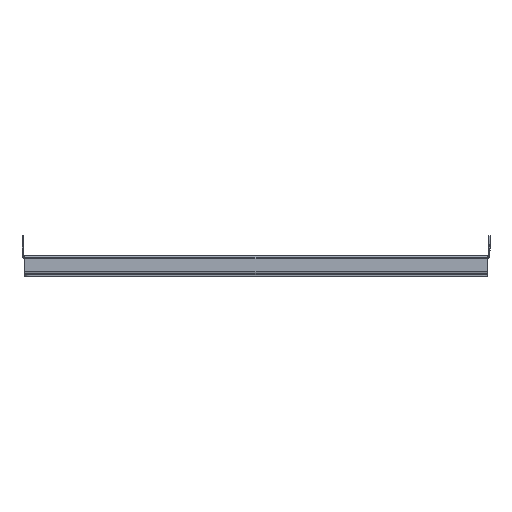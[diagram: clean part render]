
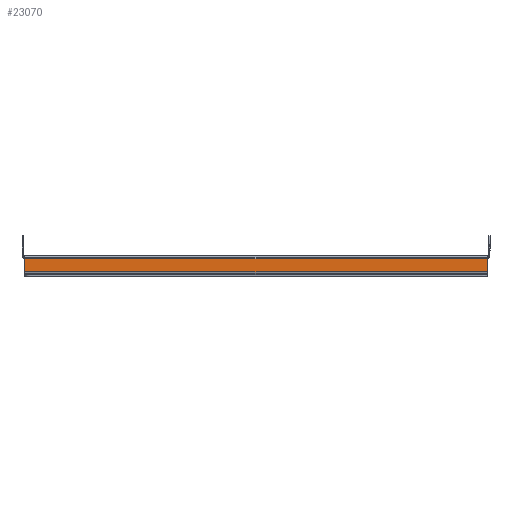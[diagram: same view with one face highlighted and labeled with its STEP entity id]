
A CAD part, top view. The second image highlights one B-rep face of the part: STEP entity #23070.
In plain terms, the highlighted planar face has unit normal (0, 0, 1).
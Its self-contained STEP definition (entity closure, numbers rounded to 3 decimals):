
#921 = PLANE ( 'NONE',  #23855 ) ;
#1279 = LINE ( 'NONE', #3093, #20138 ) ;
#1897 = VERTEX_POINT ( 'NONE', #18901 ) ;
#2265 = EDGE_LOOP ( 'NONE', ( #13006, #22355, #14480, #4649 ) ) ;
#3093 = CARTESIAN_POINT ( 'NONE',  ( 0., -3., 398.5 ) ) ;
#4649 = ORIENTED_EDGE ( 'NONE', *, *, #13758, .T. ) ;
#6668 = EDGE_CURVE ( 'NONE', #14642, #1897, #14574, .T. ) ;
#7113 = DIRECTION ( 'NONE',  ( -1., 0., 0. ) ) ;
#8344 = CARTESIAN_POINT ( 'NONE',  ( 243., -17., 398.5 ) ) ;
#8615 = CARTESIAN_POINT ( 'NONE',  ( 243., -3., 398.5 ) ) ;
#10898 = CARTESIAN_POINT ( 'NONE',  ( 0., 0., 398.5 ) ) ;
#11633 = LINE ( 'NONE', #20864, #25583 ) ;
#12083 = EDGE_CURVE ( 'NONE', #21814, #15953, #11633, .T. ) ;
#13006 = ORIENTED_EDGE ( 'NONE', *, *, #6668, .F. ) ;
#13758 = EDGE_CURVE ( 'NONE', #15953, #1897, #1279, .T. ) ;
#14480 = ORIENTED_EDGE ( 'NONE', *, *, #12083, .T. ) ;
#14574 = LINE ( 'NONE', #24704, #18560 ) ;
#14642 = VERTEX_POINT ( 'NONE', #15999 ) ;
#15209 = DIRECTION ( 'NONE',  ( 1., 0., 0. ) ) ;
#15953 = VERTEX_POINT ( 'NONE', #8615 ) ;
#15999 = CARTESIAN_POINT ( 'NONE',  ( -243., -17., 398.5 ) ) ;
#16125 = FACE_OUTER_BOUND ( 'NONE', #2265, .T. ) ;
#18472 = DIRECTION ( 'NONE',  ( 0., 1., 0. ) ) ;
#18560 = VECTOR ( 'NONE', #18472, 1000. ) ;
#18802 = DIRECTION ( 'NONE',  ( 0., -1., 0. ) ) ;
#18901 = CARTESIAN_POINT ( 'NONE',  ( -243., -3., 398.5 ) ) ;
#19792 = DIRECTION ( 'NONE',  ( 0., 1., 0. ) ) ;
#20138 = VECTOR ( 'NONE', #7113, 1000. ) ;
#20864 = CARTESIAN_POINT ( 'NONE',  ( 243., -24.243, 398.5 ) ) ;
#21814 = VERTEX_POINT ( 'NONE', #8344 ) ;
#22355 = ORIENTED_EDGE ( 'NONE', *, *, #24485, .T. ) ;
#22584 = DIRECTION ( 'NONE',  ( 0., 0., 1. ) ) ;
#23070 = ADVANCED_FACE ( 'NONE', ( #16125 ), #921, .T. ) ;
#23855 = AXIS2_PLACEMENT_3D ( 'NONE', #10898, #22584, #18802 ) ;
#24485 = EDGE_CURVE ( 'NONE', #14642, #21814, #24820, .T. ) ;
#24693 = CARTESIAN_POINT ( 'NONE',  ( -246., -17., 398.5 ) ) ;
#24704 = CARTESIAN_POINT ( 'NONE',  ( -243., -24.243, 398.5 ) ) ;
#24735 = VECTOR ( 'NONE', #15209, 1000. ) ;
#24820 = LINE ( 'NONE', #24693, #24735 ) ;
#25583 = VECTOR ( 'NONE', #19792, 1000. ) ;
